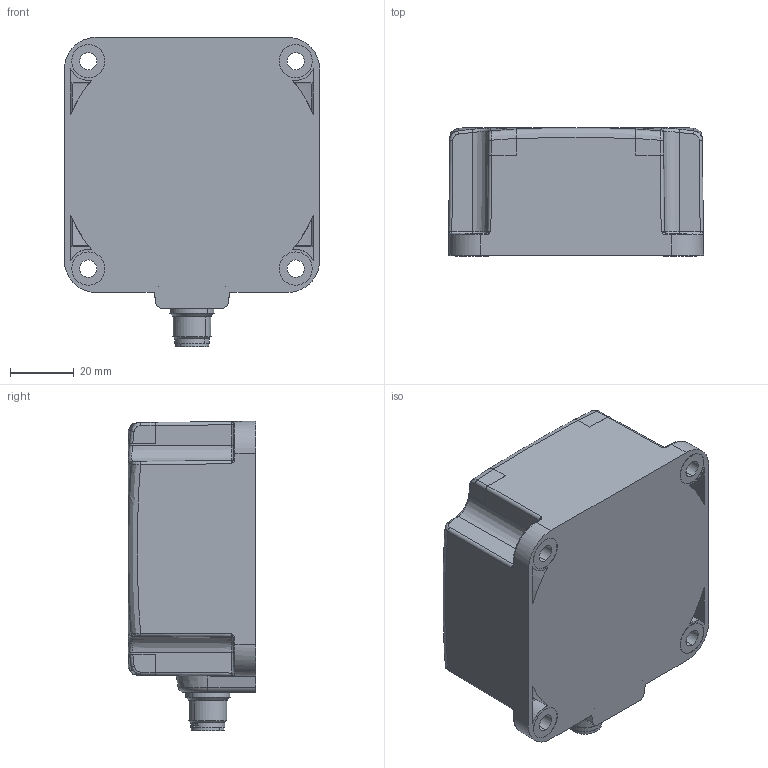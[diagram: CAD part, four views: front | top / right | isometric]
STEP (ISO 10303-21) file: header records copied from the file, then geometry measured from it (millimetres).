
FILE_DESCRIPTION((''),'2;1');
FILE_NAME('CAD-8702_SW0001','2023-06-29T13:22:47',('creinig-se'),(''),'CREO PARAMETRIC BY PTC INC, 2022284','CREO PARAMETRIC BY PTC INC, 2022284','');
FILE_SCHEMA(('CONFIG_CONTROL_DESIGN','SHAPE_APPEARANCE_LAYERS_GROUPS'));
Length unit declared in the file: millimetre
Products named in the file (1): CAD-8702_SW0001
Bounding box: 80 x 40.1 x 97 mm (x, y, z)
Volume: 231638.2 mm3; surface area: 31362.7 mm2
Topology: 3 solids, 4 shells, 325 faces, 830 edges, 527 vertices
Faces by surface type: cylinder 126, plane 88, bspline 48, torus 38, cone 25
Entity records: 16236 total; most frequent: CARTESIAN_POINT 6255, ORIENTED_EDGE 1660, DIRECTION 1438, EDGE_CURVE 830, AXIS2_PLACEMENT_3D 580, VERTEX_POINT 527, FILL_AREA_STYLE_COLOUR 357, FILL_AREA_STYLE 357
